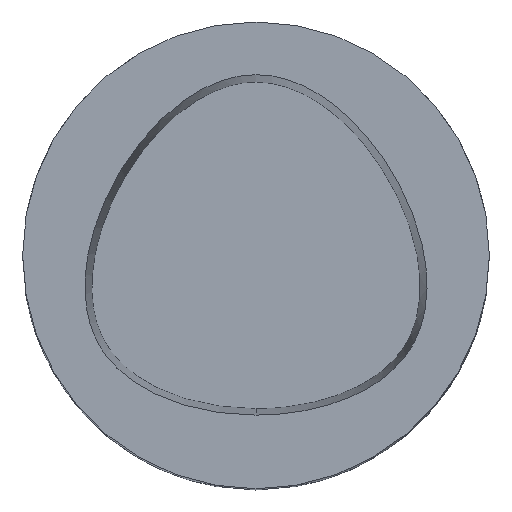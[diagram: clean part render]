
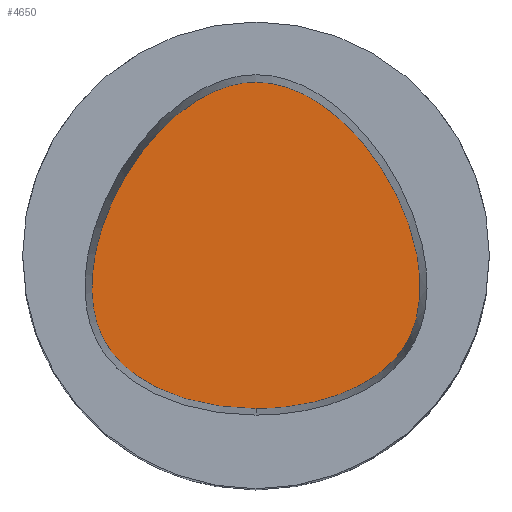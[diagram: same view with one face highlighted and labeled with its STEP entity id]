
A CAD part, top view. The second image highlights one B-rep face of the part: STEP entity #4650.
In plain terms, the highlighted planar face has unit normal (0, 0, 1).
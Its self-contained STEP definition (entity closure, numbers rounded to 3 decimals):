
#635 = DIRECTION ( 'NONE',  ( 0., 0., -1. ) ) ;
#645 = ORIENTED_EDGE ( 'NONE', *, *, #4682, .F. ) ;
#740 = CIRCLE ( 'NONE', #3184, 15. ) ;
#1140 = AXIS2_PLACEMENT_3D ( 'NONE', #1386, #2150, #2832 ) ;
#1386 = CARTESIAN_POINT ( 'NONE',  ( 0., 20., 30.6 ) ) ;
#1583 = EDGE_LOOP ( 'NONE', ( #645, #4658 ) ) ;
#1994 = CARTESIAN_POINT ( 'NONE',  ( 0., 15., 30.6 ) ) ;
#2079 = PLANE ( 'NONE',  #1140 ) ;
#2150 = DIRECTION ( 'NONE',  ( 0., 0., 1. ) ) ;
#2414 = CIRCLE ( 'NONE', #3531, 15. ) ;
#2525 = DIRECTION ( 'NONE',  ( 1., 0., 0. ) ) ;
#2832 = DIRECTION ( 'NONE',  ( 1., 0., 0. ) ) ;
#2875 = CARTESIAN_POINT ( 'NONE',  ( 0., 0., 30.6 ) ) ;
#2890 = DIRECTION ( 'NONE',  ( 0., 0., -1. ) ) ;
#3184 = AXIS2_PLACEMENT_3D ( 'NONE', #4670, #2890, #3621 ) ;
#3531 = AXIS2_PLACEMENT_3D ( 'NONE', #2875, #635, #2525 ) ;
#3621 = DIRECTION ( 'NONE',  ( 1., 0., 0. ) ) ;
#3920 = FACE_OUTER_BOUND ( 'NONE', #1583, .T. ) ;
#4129 = CARTESIAN_POINT ( 'NONE',  ( 0., -15., 30.6 ) ) ;
#4149 = VERTEX_POINT ( 'NONE', #4129 ) ;
#4303 = VERTEX_POINT ( 'NONE', #1994 ) ;
#4650 = ADVANCED_FACE ( 'NONE', ( #3920 ), #2079, .T. ) ;
#4658 = ORIENTED_EDGE ( 'NONE', *, *, #4680, .F. ) ;
#4670 = CARTESIAN_POINT ( 'NONE',  ( 0., 0., 30.6 ) ) ;
#4680 = EDGE_CURVE ( 'NONE', #4149, #4303, #2414, .T. ) ;
#4682 = EDGE_CURVE ( 'NONE', #4303, #4149, #740, .T. ) ;
